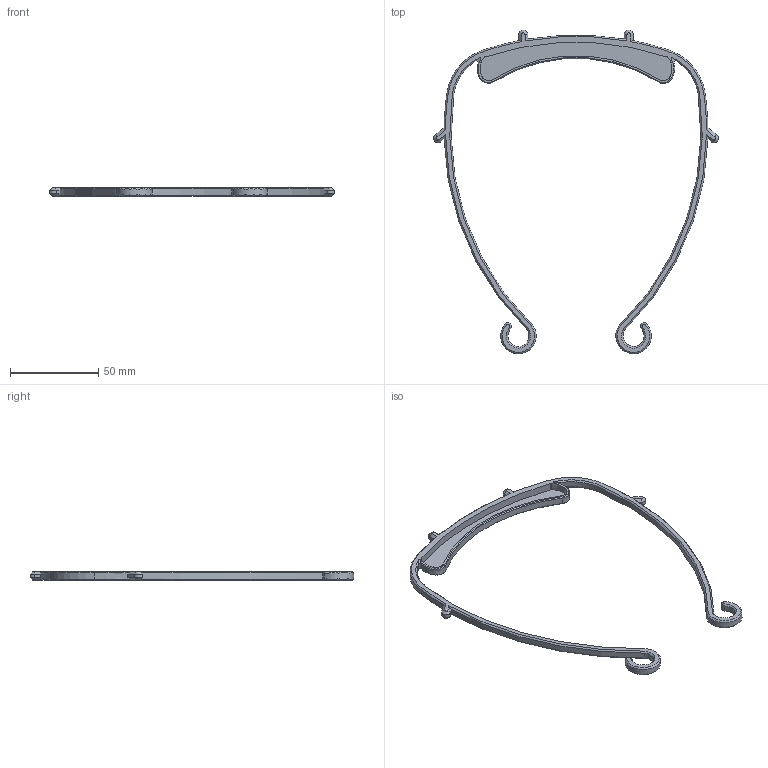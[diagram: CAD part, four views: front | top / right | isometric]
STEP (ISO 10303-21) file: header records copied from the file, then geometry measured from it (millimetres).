
FILE_DESCRIPTION((''),'2;1');
FILE_NAME('VERKSTAN','2020-04-03T23:20:20',('Jason'),(''),'CREO PARAMETRIC BY PTC INC, 2019224','CREO PARAMETRIC BY PTC INC, 2019224','');
FILE_SCHEMA(('CONFIG_CONTROL_DESIGN'));
Length unit declared in the file: millimetre
Products named in the file (1): VERKSTAN
Bounding box: 161.44 x 183.29 x 5 mm (x, y, z)
Volume: 12148.1 mm3; surface area: 12762.9 mm2
Topology: 1 solids, 1 shells, 117 faces, 294 edges, 180 vertices
Faces by surface type: cone 40, plane 27, cylinder 26, bspline 16, extrusion 8
Entity records: 5574 total; most frequent: CARTESIAN_POINT 2921, ORIENTED_EDGE 588, DIRECTION 477, EDGE_CURVE 294, VERTEX_POINT 180, AXIS2_PLACEMENT_3D 177, VECTOR 123, EDGE_LOOP 118
